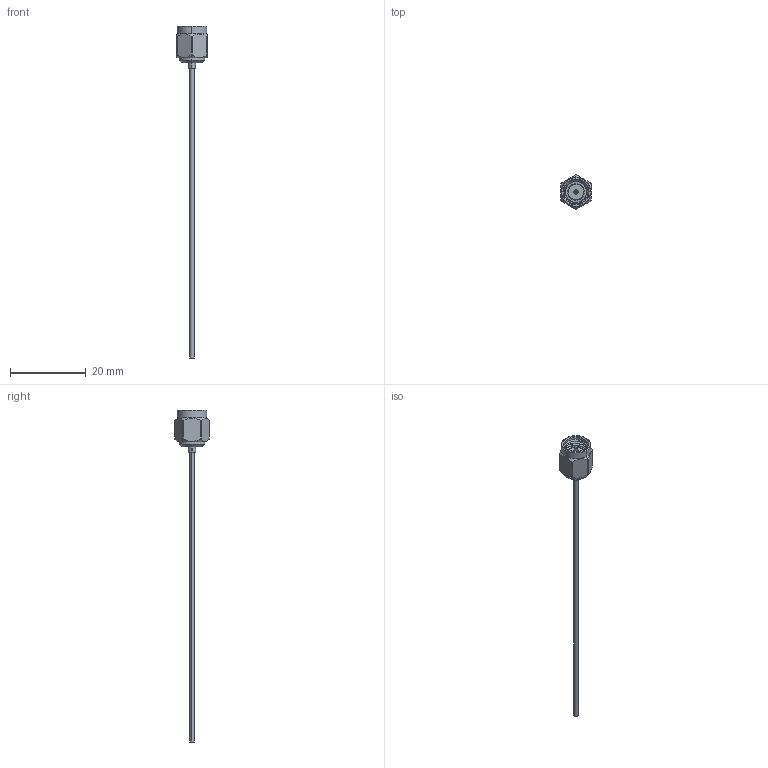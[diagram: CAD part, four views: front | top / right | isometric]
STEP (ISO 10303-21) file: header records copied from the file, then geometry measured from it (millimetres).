
FILE_DESCRIPTION (( 'STEP AP214' ), '1' );
FILE_NAME ('FMCA2391.step', '2021-07-12T16:18:09', ( '' ), ( '' ), 'SwSTEP 2.0', 'SolidWorks 2020', '' );
FILE_SCHEMA (( 'AUTOMOTIVE_DESIGN' ));
Length unit declared in the file: inch
Products named in the file (3): FMCA2391; FMCN1738^FMCA2391; FM-SR047FL^FMCA2391_Straight cut
Assembly tree (2 placements, depth 2):
  FMCA2391
    FM-SR047FL^FMCA2391_Straight cut
    FMCN1738^FMCA2391
Bounding box: 7.94 x 8.99 x 87.4 mm (x, y, z)
Volume: 463.4 mm3; surface area: 820.1 mm2
Topology: 2 solids, 2 shells, 80 faces, 189 edges, 120 vertices
Faces by surface type: cylinder 41, plane 17, cone 17, bspline 5
Entity records: 4639 total; most frequent: CARTESIAN_POINT 2615, ORIENTED_EDGE 378, DIRECTION 359, EDGE_CURVE 189, AXIS2_PLACEMENT_3D 148, VERTEX_POINT 120, EDGE_LOOP 91, FACE_OUTER_BOUND 80
